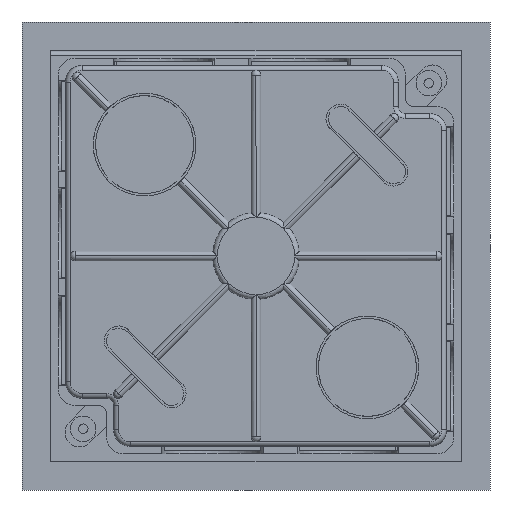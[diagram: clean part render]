
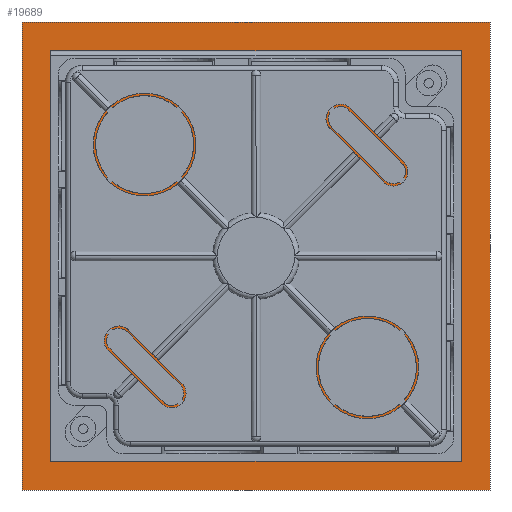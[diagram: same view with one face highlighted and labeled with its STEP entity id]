
A CAD part, front view. The second image highlights one B-rep face of the part: STEP entity #19689.
In plain terms, the highlighted planar face has unit normal (0, -1, 0).
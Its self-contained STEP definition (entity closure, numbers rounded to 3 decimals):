
#118 = VERTEX_POINT ( 'NONE', #1101 ) ;
#170 = PLANE ( 'NONE',  #13514 ) ;
#176 = DIRECTION ( 'NONE',  ( 0., -1., 0. ) ) ;
#303 = EDGE_CURVE ( 'NONE', #11178, #15087, #19517, .T. ) ;
#422 = VERTEX_POINT ( 'NONE', #12117 ) ;
#586 = VERTEX_POINT ( 'NONE', #11341 ) ;
#612 = ORIENTED_EDGE ( 'NONE', *, *, #2366, .F. ) ;
#692 = VERTEX_POINT ( 'NONE', #21507 ) ;
#784 = VERTEX_POINT ( 'NONE', #7978 ) ;
#1101 = CARTESIAN_POINT ( 'NONE',  ( 48.5, 0., 48.5 ) ) ;
#1111 = EDGE_CURVE ( 'NONE', #2570, #18532, #9219, .T. ) ;
#1125 = ORIENTED_EDGE ( 'NONE', *, *, #9722, .F. ) ;
#1252 = AXIS2_PLACEMENT_3D ( 'NONE', #21145, #9231, #23153 ) ;
#1480 = CIRCLE ( 'NONE', #1252, 1.95 ) ;
#1552 = CIRCLE ( 'NONE', #24170, 1.95 ) ;
#1600 = CARTESIAN_POINT ( 'NONE',  ( -34.684, 0., 37.441 ) ) ;
#2011 = VECTOR ( 'NONE', #8460, 1000. ) ;
#2049 = CARTESIAN_POINT ( 'NONE',  ( -1.379, 0., -1.379 ) ) ;
#2366 = EDGE_CURVE ( 'NONE', #4579, #586, #1480, .T. ) ;
#2570 = VERTEX_POINT ( 'NONE', #21844 ) ;
#2629 = CIRCLE ( 'NONE', #8314, 1.95 ) ;
#2642 = ORIENTED_EDGE ( 'NONE', *, *, #1111, .F. ) ;
#2860 = CARTESIAN_POINT ( 'NONE',  ( -36.062, 0., 36.062 ) ) ;
#2989 = DIRECTION ( 'NONE',  ( -1., 0., 0. ) ) ;
#3891 = LINE ( 'NONE', #17302, #24374 ) ;
#4043 = CIRCLE ( 'NONE', #5537, 1.95 ) ;
#4051 = LINE ( 'NONE', #2049, #18918 ) ;
#4579 = VERTEX_POINT ( 'NONE', #13005 ) ;
#4637 = ORIENTED_EDGE ( 'NONE', *, *, #24060, .F. ) ;
#4849 = DIRECTION ( 'NONE',  ( 0., 0., -1. ) ) ;
#5537 = AXIS2_PLACEMENT_3D ( 'NONE', #11949, #176, #13955 ) ;
#5610 = EDGE_CURVE ( 'NONE', #784, #5895, #21058, .T. ) ;
#5672 = EDGE_CURVE ( 'NONE', #422, #20535, #4043, .T. ) ;
#5895 = VERTEX_POINT ( 'NONE', #1600 ) ;
#5919 = EDGE_CURVE ( 'NONE', #19323, #784, #1552, .T. ) ;
#6100 = DIRECTION ( 'NONE',  ( 0., -1., 0. ) ) ;
#6276 = LINE ( 'NONE', #11195, #10868 ) ;
#6701 = CARTESIAN_POINT ( 'NONE',  ( -48.5, 0., -48.5 ) ) ;
#7549 = CARTESIAN_POINT ( 'NONE',  ( 34.578, 0., -34.578 ) ) ;
#7978 = CARTESIAN_POINT ( 'NONE',  ( -33.199, 0., 35.956 ) ) ;
#8115 = VECTOR ( 'NONE', #2989, 1000. ) ;
#8314 = AXIS2_PLACEMENT_3D ( 'NONE', #7549, #21424, #9525 ) ;
#8391 = FACE_BOUND ( 'NONE', #8657, .T. ) ;
#8460 = DIRECTION ( 'NONE',  ( -0.707, 0., 0.707 ) ) ;
#8494 = EDGE_CURVE ( 'NONE', #20535, #19323, #20956, .T. ) ;
#8657 = EDGE_LOOP ( 'NONE', ( #15678, #15342, #12564, #14969, #19261 ) ) ;
#8990 = ORIENTED_EDGE ( 'NONE', *, *, #303, .F. ) ;
#9048 = EDGE_LOOP ( 'NONE', ( #4637, #24644, #2642, #24332, #612 ) ) ;
#9055 = DIRECTION ( 'NONE',  ( 0., -1., 0. ) ) ;
#9219 = CIRCLE ( 'NONE', #19629, 1.95 ) ;
#9231 = DIRECTION ( 'NONE',  ( 0., -1., 0. ) ) ;
#9525 = DIRECTION ( 'NONE',  ( 0., 0., -1. ) ) ;
#9722 = EDGE_CURVE ( 'NONE', #118, #692, #3891, .T. ) ;
#9796 = DIRECTION ( 'NONE',  ( -0.707, 0., 0.707 ) ) ;
#10310 = EDGE_CURVE ( 'NONE', #18532, #19196, #11877, .T. ) ;
#10686 = CARTESIAN_POINT ( 'NONE',  ( -37.441, 0., 34.684 ) ) ;
#10868 = VECTOR ( 'NONE', #23215, 1000. ) ;
#11178 = VERTEX_POINT ( 'NONE', #21785 ) ;
#11195 = CARTESIAN_POINT ( 'NONE',  ( -48.5, 0., 48.5 ) ) ;
#11341 = CARTESIAN_POINT ( 'NONE',  ( 33.199, 0., -35.956 ) ) ;
#11584 = DIRECTION ( 'NONE',  ( 0., -1., 0. ) ) ;
#11641 = EDGE_LOOP ( 'NONE', ( #1125, #13836, #8990, #17688 ) ) ;
#11689 = DIRECTION ( 'NONE',  ( 0., 0., 1. ) ) ;
#11877 = LINE ( 'NONE', #20348, #2011 ) ;
#11949 = CARTESIAN_POINT ( 'NONE',  ( -36.062, 0., 36.062 ) ) ;
#12117 = CARTESIAN_POINT ( 'NONE',  ( -36.062, 0., 38.012 ) ) ;
#12564 = ORIENTED_EDGE ( 'NONE', *, *, #5672, .F. ) ;
#13005 = CARTESIAN_POINT ( 'NONE',  ( 34.578, 0., -32.628 ) ) ;
#13514 = AXIS2_PLACEMENT_3D ( 'NONE', #19868, #6100, #19956 ) ;
#13631 = FACE_BOUND ( 'NONE', #9048, .T. ) ;
#13827 = CARTESIAN_POINT ( 'NONE',  ( -48.5, 0., 48.5 ) ) ;
#13836 = ORIENTED_EDGE ( 'NONE', *, *, #18350, .F. ) ;
#13955 = DIRECTION ( 'NONE',  ( 0., 0., -1. ) ) ;
#13985 = CARTESIAN_POINT ( 'NONE',  ( 37.441, 0., -34.684 ) ) ;
#14220 = CARTESIAN_POINT ( 'NONE',  ( -1.379, 0., -1.379 ) ) ;
#14727 = CARTESIAN_POINT ( 'NONE',  ( -35.956, 0., 33.199 ) ) ;
#14969 = ORIENTED_EDGE ( 'NONE', *, *, #18181, .F. ) ;
#15087 = VERTEX_POINT ( 'NONE', #13827 ) ;
#15342 = ORIENTED_EDGE ( 'NONE', *, *, #8494, .F. ) ;
#15678 = ORIENTED_EDGE ( 'NONE', *, *, #5919, .F. ) ;
#15781 = VECTOR ( 'NONE', #9796, 1000. ) ;
#16311 = DIRECTION ( 'NONE',  ( 0.707, 0., -0.707 ) ) ;
#16701 = DIRECTION ( 'NONE',  ( 0., -1., 0. ) ) ;
#17302 = CARTESIAN_POINT ( 'NONE',  ( 48.5, 0., 48.5 ) ) ;
#17688 = ORIENTED_EDGE ( 'NONE', *, *, #25442, .F. ) ;
#17708 = CARTESIAN_POINT ( 'NONE',  ( 1.379, 0., 1.379 ) ) ;
#17878 = DIRECTION ( 'NONE',  ( 0.707, 0., -0.707 ) ) ;
#18168 = CARTESIAN_POINT ( 'NONE',  ( 35.956, 0., -33.199 ) ) ;
#18181 = EDGE_CURVE ( 'NONE', #5895, #422, #19278, .T. ) ;
#18350 = EDGE_CURVE ( 'NONE', #15087, #118, #6276, .T. ) ;
#18532 = VERTEX_POINT ( 'NONE', #13985 ) ;
#18655 = LINE ( 'NONE', #6701, #8115 ) ;
#18668 = AXIS2_PLACEMENT_3D ( 'NONE', #2860, #16701, #4849 ) ;
#18918 = VECTOR ( 'NONE', #17878, 1000. ) ;
#19196 = VERTEX_POINT ( 'NONE', #18168 ) ;
#19261 = ORIENTED_EDGE ( 'NONE', *, *, #5610, .F. ) ;
#19278 = CIRCLE ( 'NONE', #18668, 1.95 ) ;
#19296 = DIRECTION ( 'NONE',  ( 0., 0., -1. ) ) ;
#19323 = VERTEX_POINT ( 'NONE', #14727 ) ;
#19517 = LINE ( 'NONE', #25620, #23589 ) ;
#19629 = AXIS2_PLACEMENT_3D ( 'NONE', #20946, #9055, #22966 ) ;
#19673 = EDGE_CURVE ( 'NONE', #586, #2570, #4051, .T. ) ;
#19689 = ADVANCED_FACE ( 'NONE', ( #13631, #8391, #24251 ), #170, .T. ) ;
#19868 = CARTESIAN_POINT ( 'NONE',  ( 0., 0., 0. ) ) ;
#19956 = DIRECTION ( 'NONE',  ( 0., 0., -1. ) ) ;
#20348 = CARTESIAN_POINT ( 'NONE',  ( 1.379, 0., 1.379 ) ) ;
#20361 = VECTOR ( 'NONE', #16311, 1000. ) ;
#20535 = VERTEX_POINT ( 'NONE', #10686 ) ;
#20946 = CARTESIAN_POINT ( 'NONE',  ( 36.062, 0., -36.062 ) ) ;
#20956 = LINE ( 'NONE', #14220, #20361 ) ;
#21058 = LINE ( 'NONE', #17708, #15781 ) ;
#21145 = CARTESIAN_POINT ( 'NONE',  ( 34.578, 0., -34.578 ) ) ;
#21424 = DIRECTION ( 'NONE',  ( 0., -1., 0. ) ) ;
#21507 = CARTESIAN_POINT ( 'NONE',  ( 48.5, 0., -48.5 ) ) ;
#21785 = CARTESIAN_POINT ( 'NONE',  ( -48.5, 0., -48.5 ) ) ;
#21844 = CARTESIAN_POINT ( 'NONE',  ( 34.684, 0., -37.441 ) ) ;
#22966 = DIRECTION ( 'NONE',  ( 0., 0., -1. ) ) ;
#23153 = DIRECTION ( 'NONE',  ( 0., 0., -1. ) ) ;
#23215 = DIRECTION ( 'NONE',  ( 1., 0., 0. ) ) ;
#23526 = CARTESIAN_POINT ( 'NONE',  ( -34.578, 0., 34.578 ) ) ;
#23589 = VECTOR ( 'NONE', #11689, 1000. ) ;
#24060 = EDGE_CURVE ( 'NONE', #19196, #4579, #2629, .T. ) ;
#24170 = AXIS2_PLACEMENT_3D ( 'NONE', #23526, #11584, #25521 ) ;
#24251 = FACE_OUTER_BOUND ( 'NONE', #11641, .T. ) ;
#24332 = ORIENTED_EDGE ( 'NONE', *, *, #19673, .F. ) ;
#24374 = VECTOR ( 'NONE', #19296, 1000. ) ;
#24644 = ORIENTED_EDGE ( 'NONE', *, *, #10310, .F. ) ;
#25442 = EDGE_CURVE ( 'NONE', #692, #11178, #18655, .T. ) ;
#25521 = DIRECTION ( 'NONE',  ( 0., 0., -1. ) ) ;
#25620 = CARTESIAN_POINT ( 'NONE',  ( -48.5, 0., 48.5 ) ) ;
